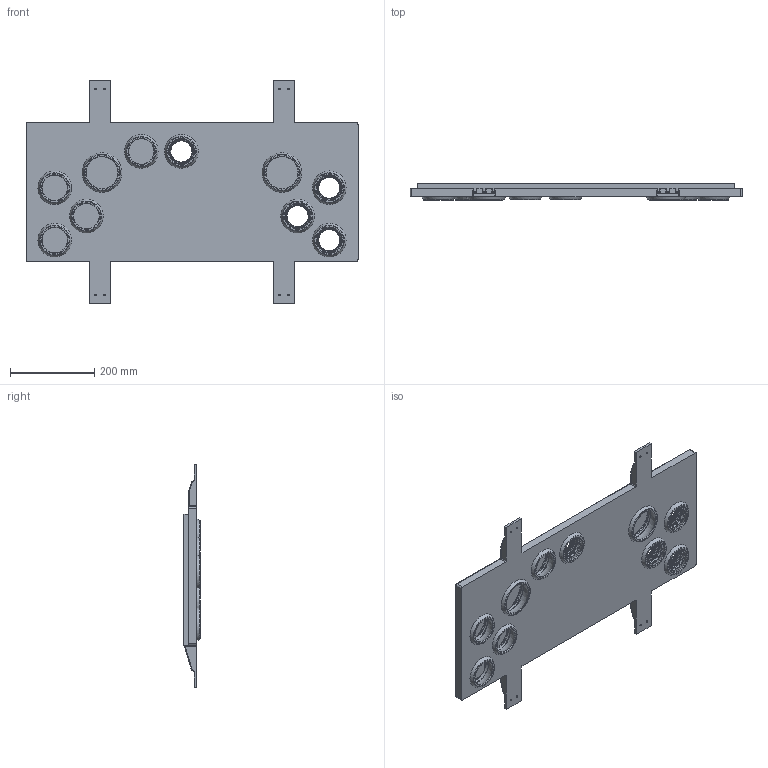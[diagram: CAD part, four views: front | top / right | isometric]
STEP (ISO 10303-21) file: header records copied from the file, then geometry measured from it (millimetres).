
FILE_DESCRIPTION (( 'STEP AP203' ), '1' );
FILE_NAME ('3D-bestand_804700002-MKP-aansluitingen-links-.STEP', '2020-09-17T07:33:26', ( '' ), ( '' ), 'SwSTEP 2.0', 'SolidWorks 2012', '' );
FILE_SCHEMA (( 'CONFIG_CONTROL_DESIGN' ));
Products named in the file (1): 3D-bestand_804700002-MKP-aansluitingen-links-
Bounding box: 786 x 38 x 528 mm (x, y, z)
Volume: 6466153.1 mm3; surface area: 862235.3 mm2
Topology: 1 solids, 1 shells, 4909 faces, 11813 edges, 7330 vertices
Faces by surface type: plane 1979, cylinder 979, cone 822, bspline 787, torus 226, sphere 116
Full cylindrical faces by diameter (mm): 4 x8, 6 x1, 6.5 x1, 10 x2, 15 x10, 55 x4, 60.5 x8, 76 x2, 79.474 x8, 93.38 x2
Entity records: 173354 total; most frequent: CARTESIAN_POINT 66836, ORIENTED_EDGE 22588, DIRECTION 21115, EDGE_CURVE 11294, AXIS2_PLACEMENT_3D 8410, VERTEX_POINT 7103, EDGE_LOOP 5693, FACE_OUTER_BOUND 4985
